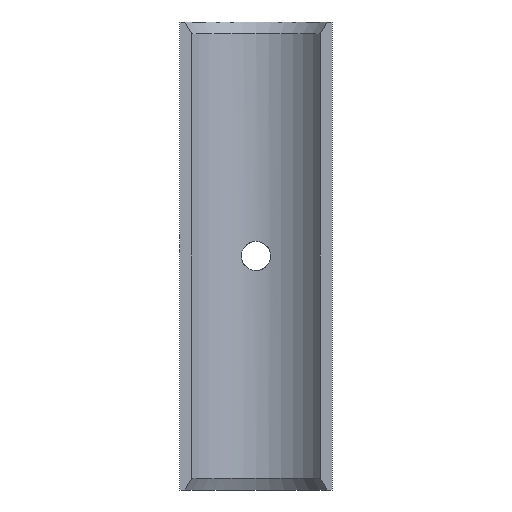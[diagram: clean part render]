
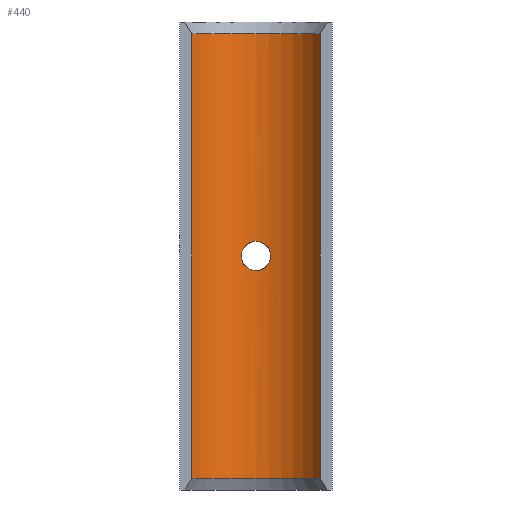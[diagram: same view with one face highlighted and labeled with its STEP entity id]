
A CAD part, front view. The second image highlights one B-rep face of the part: STEP entity #440.
In plain terms, the highlighted cylindrical face has radius 6.542 mm (diameter 13.083 mm), a partial arc.
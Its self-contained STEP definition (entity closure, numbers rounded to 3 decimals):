
#5 = ORIENTED_EDGE ( 'NONE', *, *, #268, .T. ) ;
#15 = VECTOR ( 'NONE', #184, 1000. ) ;
#21 = CARTESIAN_POINT ( 'NONE',  ( 4.408, 2.908, 19.37 ) ) ;
#23 = CARTESIAN_POINT ( 'NONE',  ( 5.5, 3., 21.25 ) ) ;
#32 = CARTESIAN_POINT ( 'NONE',  ( 6.131, 2.971, 18.908 ) ) ;
#37 = CARTESIAN_POINT ( 'NONE',  ( 6.592, 2.908, 19.371 ) ) ;
#39 = VERTEX_POINT ( 'NONE', #315 ) ;
#41 = VERTEX_POINT ( 'NONE', #218 ) ;
#44 = B_SPLINE_CURVE_WITH_KNOTS ( 'NONE', 3,
 ( #23, #67, #444, #223, #408, #100, #163, #359, #325, #229, #196, #21, #301, #133, #259, #385, #174, #308 ),
 .UNSPECIFIED., .F., .F.,
 ( 4, 2, 2, 2, 2, 2, 2, 2, 4 ),
 ( 0.004, 0.004, 0.005, 0.005, 0.006, 0.006, 0.007, 0.007, 0.008 ),
 .UNSPECIFIED. ) ;
#47 = CARTESIAN_POINT ( 'NONE',  ( 6.499, 2.924, 19.231 ) ) ;
#48 = EDGE_CURVE ( 'NONE', #304, #41, #116, .T. ) ;
#65 = DIRECTION ( 'NONE',  ( 0., 0., 1. ) ) ;
#67 = CARTESIAN_POINT ( 'NONE',  ( 5.337, 3., 21.25 ) ) ;
#76 = CIRCLE ( 'NONE', #442, 6.542 ) ;
#78 = CARTESIAN_POINT ( 'NONE',  ( 5.828, 2.994, 21.217 ) ) ;
#82 = CARTESIAN_POINT ( 'NONE',  ( 5.5, 3., 18.75 ) ) ;
#86 = AXIS2_PLACEMENT_3D ( 'NONE', #402, #65, #130 ) ;
#97 = CARTESIAN_POINT ( 'NONE',  ( 5.5, -3.542, 1. ) ) ;
#99 = FACE_BOUND ( 'NONE', #375, .T. ) ;
#100 = CARTESIAN_POINT ( 'NONE',  ( 4.501, 2.924, 20.769 ) ) ;
#104 = CARTESIAN_POINT ( 'NONE',  ( 6.269, 2.956, 19.001 ) ) ;
#108 = CARTESIAN_POINT ( 'NONE',  ( 6.268, 2.956, 21. ) ) ;
#114 = VERTEX_POINT ( 'NONE', #336 ) ;
#116 = LINE ( 'NONE', #183, #224 ) ;
#125 = EDGE_CURVE ( 'NONE', #186, #378, #380, .T. ) ;
#130 = DIRECTION ( 'NONE',  ( -1., 0., 0. ) ) ;
#133 = CARTESIAN_POINT ( 'NONE',  ( 4.73, 2.956, 19.002 ) ) ;
#138 = CARTESIAN_POINT ( 'NONE',  ( 6.742, 2.881, 20.164 ) ) ;
#140 = ORIENTED_EDGE ( 'NONE', *, *, #48, .T. ) ;
#158 = CARTESIAN_POINT ( 'NONE',  ( 11., 0., 39. ) ) ;
#163 = CARTESIAN_POINT ( 'NONE',  ( 4.409, 2.909, 20.631 ) ) ;
#167 = DIRECTION ( 'NONE',  ( -1., 0., 0. ) ) ;
#168 = EDGE_LOOP ( 'NONE', ( #140, #240, #354, #5 ) ) ;
#169 = CARTESIAN_POINT ( 'NONE',  ( 6.71, 2.887, 20.325 ) ) ;
#174 = CARTESIAN_POINT ( 'NONE',  ( 5.334, 3., 18.75 ) ) ;
#183 = CARTESIAN_POINT ( 'NONE',  ( 0., 0., 40. ) ) ;
#184 = DIRECTION ( 'NONE',  ( 0., 0., -1. ) ) ;
#186 = VERTEX_POINT ( 'NONE', #158 ) ;
#196 = CARTESIAN_POINT ( 'NONE',  ( 4.283, 2.886, 19.673 ) ) ;
#202 = CARTESIAN_POINT ( 'NONE',  ( 6.75, 2.879, 20.081 ) ) ;
#204 = CARTESIAN_POINT ( 'NONE',  ( 6.13, 2.971, 21.092 ) ) ;
#207 = CARTESIAN_POINT ( 'NONE',  ( 5.663, 3., 21.25 ) ) ;
#212 = DIRECTION ( 'NONE',  ( -1., 0., 0. ) ) ;
#218 = CARTESIAN_POINT ( 'NONE',  ( 0., 0., 1. ) ) ;
#223 = CARTESIAN_POINT ( 'NONE',  ( 4.871, 2.971, 21.092 ) ) ;
#224 = VECTOR ( 'NONE', #316, 1000. ) ;
#228 = CYLINDRICAL_SURFACE ( 'NONE', #299, 6.542 ) ;
#229 = CARTESIAN_POINT ( 'NONE',  ( 4.25, 2.879, 19.836 ) ) ;
#237 = CARTESIAN_POINT ( 'NONE',  ( 6.592, 2.909, 20.63 ) ) ;
#240 = ORIENTED_EDGE ( 'NONE', *, *, #310, .T. ) ;
#259 = CARTESIAN_POINT ( 'NONE',  ( 4.869, 2.971, 18.908 ) ) ;
#261 = ORIENTED_EDGE ( 'NONE', *, *, #275, .F. ) ;
#267 = CARTESIAN_POINT ( 'NONE',  ( 6.5, 2.924, 20.768 ) ) ;
#268 = EDGE_CURVE ( 'NONE', #186, #304, #392, .T. ) ;
#275 = EDGE_CURVE ( 'NONE', #114, #39, #44, .T. ) ;
#279 = ORIENTED_EDGE ( 'NONE', *, *, #286, .F. ) ;
#286 = EDGE_CURVE ( 'NONE', #39, #114, #358, .T. ) ;
#293 = DIRECTION ( 'NONE',  ( 0., 0., -1. ) ) ;
#299 = AXIS2_PLACEMENT_3D ( 'NONE', #367, #312, #212 ) ;
#301 = CARTESIAN_POINT ( 'NONE',  ( 4.501, 2.924, 19.232 ) ) ;
#304 = VERTEX_POINT ( 'NONE', #404 ) ;
#308 = CARTESIAN_POINT ( 'NONE',  ( 5.5, 3., 18.75 ) ) ;
#310 = EDGE_CURVE ( 'NONE', #41, #378, #76, .T. ) ;
#312 = DIRECTION ( 'NONE',  ( 0., 0., -1. ) ) ;
#315 = CARTESIAN_POINT ( 'NONE',  ( 5.5, 3., 18.75 ) ) ;
#316 = DIRECTION ( 'NONE',  ( 0., 0., -1. ) ) ;
#325 = CARTESIAN_POINT ( 'NONE',  ( 4.25, 2.879, 20.166 ) ) ;
#336 = CARTESIAN_POINT ( 'NONE',  ( 5.5, 3., 21.25 ) ) ;
#339 = CARTESIAN_POINT ( 'NONE',  ( 5.5, 3., 21.25 ) ) ;
#343 = CARTESIAN_POINT ( 'NONE',  ( 5.666, 3., 18.75 ) ) ;
#354 = ORIENTED_EDGE ( 'NONE', *, *, #125, .F. ) ;
#358 = B_SPLINE_CURVE_WITH_KNOTS ( 'NONE', 3,
 ( #82, #343, #416, #32, #104, #47, #37, #421, #374, #202, #138, #169, #381, #237, #267, #108, #204, #78, #207, #339 ),
 .UNSPECIFIED., .F., .F.,
 ( 4, 2, 2, 2, 2, 2, 2, 2, 2, 4 ),
 ( 0., 0., 0.001, 0.001, 0.002, 0.002, 0.002, 0.003, 0.003, 0.004 ),
 .UNSPECIFIED. ) ;
#359 = CARTESIAN_POINT ( 'NONE',  ( 4.283, 2.886, 20.328 ) ) ;
#367 = CARTESIAN_POINT ( 'NONE',  ( 5.5, -3.542, 40. ) ) ;
#374 = CARTESIAN_POINT ( 'NONE',  ( 6.75, 2.879, 19.836 ) ) ;
#375 = EDGE_LOOP ( 'NONE', ( #279, #261 ) ) ;
#378 = VERTEX_POINT ( 'NONE', #448 ) ;
#380 = LINE ( 'NONE', #419, #15 ) ;
#381 = CARTESIAN_POINT ( 'NONE',  ( 6.686, 2.892, 20.403 ) ) ;
#385 = CARTESIAN_POINT ( 'NONE',  ( 5.17, 2.993, 18.783 ) ) ;
#392 = CIRCLE ( 'NONE', #86, 6.542 ) ;
#402 = CARTESIAN_POINT ( 'NONE',  ( 5.5, -3.542, 39. ) ) ;
#404 = CARTESIAN_POINT ( 'NONE',  ( 0., 0., 39. ) ) ;
#408 = CARTESIAN_POINT ( 'NONE',  ( 4.732, 2.956, 21. ) ) ;
#416 = CARTESIAN_POINT ( 'NONE',  ( 5.828, 2.994, 18.783 ) ) ;
#419 = CARTESIAN_POINT ( 'NONE',  ( 11., 0., 40. ) ) ;
#421 = CARTESIAN_POINT ( 'NONE',  ( 6.717, 2.886, 19.671 ) ) ;
#440 = ADVANCED_FACE ( 'NONE', ( #443, #99 ), #228, .F. ) ;
#442 = AXIS2_PLACEMENT_3D ( 'NONE', #97, #293, #167 ) ;
#443 = FACE_OUTER_BOUND ( 'NONE', #168, .T. ) ;
#444 = CARTESIAN_POINT ( 'NONE',  ( 5.172, 2.994, 21.217 ) ) ;
#448 = CARTESIAN_POINT ( 'NONE',  ( 11., 0., 1. ) ) ;
